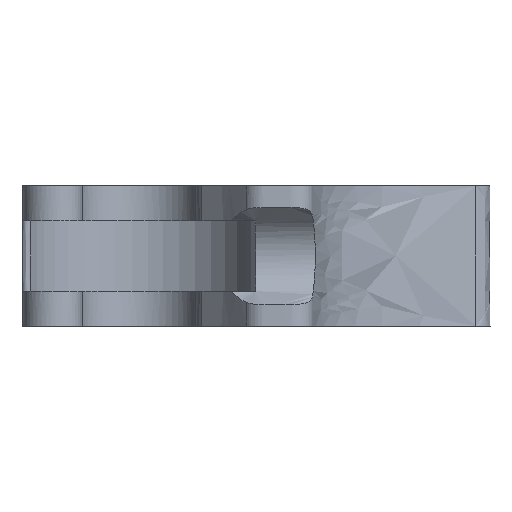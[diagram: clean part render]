
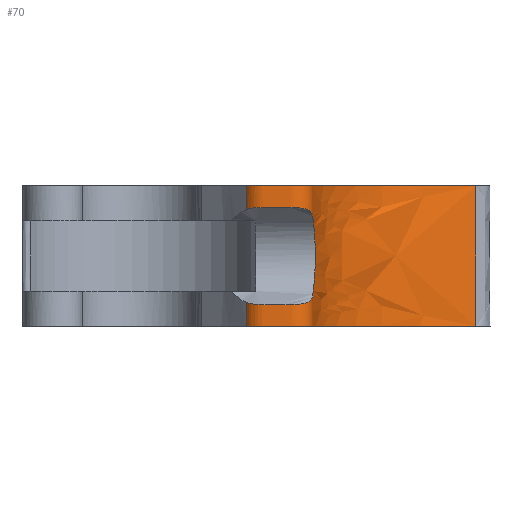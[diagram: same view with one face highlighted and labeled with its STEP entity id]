
A CAD part, left-side view. The second image highlights one B-rep face of the part: STEP entity #70.
In plain terms, the highlighted free-form (B-spline) face has degree [1, 3] with [2, 13] control points.
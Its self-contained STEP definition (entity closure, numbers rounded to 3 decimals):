
#70=ADVANCED_FACE($,(#134),#855,.T.);
#134=FACE_OUTER_BOUND($,#196,.T.);
#196=EDGE_LOOP($,(#451,#452,#453,#454,#455,#456));
#451=ORIENTED_EDGE($,*,*,#694,.T.);
#452=ORIENTED_EDGE($,*,*,#657,.F.);
#453=ORIENTED_EDGE($,*,*,#677,.F.);
#454=ORIENTED_EDGE($,*,*,#647,.T.);
#455=ORIENTED_EDGE($,*,*,#681,.T.);
#456=ORIENTED_EDGE($,*,*,#689,.F.);
#647=EDGE_CURVE($,#790,#794,#921,.T.);
#657=EDGE_CURVE($,#800,#804,#928,.T.);
#677=EDGE_CURVE($,#790,#800,#3310,.T.);
#681=EDGE_CURVE($,#794,#827,#3314,.T.);
#689=EDGE_CURVE($,#826,#827,#3322,.T.);
#694=EDGE_CURVE($,#826,#804,#3325,.T.);
#790=VERTEX_POINT($,#3193);
#794=VERTEX_POINT($,#3197);
#800=VERTEX_POINT($,#3203);
#804=VERTEX_POINT($,#3207);
#826=VERTEX_POINT($,#3229);
#827=VERTEX_POINT($,#3230);
#855=(
BOUNDED_SURFACE()
B_SPLINE_SURFACE(1,3,((#2813,#2814,#2815,#2816,#2817,#2818,#2819,#2820,#2821,
#2822,#2823,#2824,#2825),(#2826,#2827,#2828,#2829,#2830,#2831,#2832,#2833,
#2834,#2835,#2836,#2837,#2838)),.UNSPECIFIED.,.F.,.F.,.F.)
B_SPLINE_SURFACE_WITH_KNOTS((2,2),(4,3,3,3,4),(0.,6.),(0.,3.082,
6.759,11.889,14.958),.UNSPECIFIED.)
GEOMETRIC_REPRESENTATION_ITEM()
RATIONAL_B_SPLINE_SURFACE(((1.,0.935,0.935,1.,1.,
1.,1.,0.825,0.825,1.,1.,1.,1.),(1.,0.935,
0.935,1.,1.,1.,1.,0.825,0.825,1.,1.,
1.,1.)))
REPRESENTATION_ITEM($)
SURFACE()
);
#921=(
BOUNDED_CURVE()
B_SPLINE_CURVE(3,(#2181,#2182,#2183,#2184,#2185,#2186,#2187,#2188,#2189,
#2190,#2191,#2192,#2193),.UNSPECIFIED.,.F.,.F.)
B_SPLINE_CURVE_WITH_KNOTS((4,3,3,3,4),(20.689,21.577,
23.062,24.126,25.018),.UNSPECIFIED.)
CURVE()
GEOMETRIC_REPRESENTATION_ITEM()
RATIONAL_B_SPLINE_CURVE((1.,1.,1.,1.,0.825,0.825,
1.,1.,1.,1.,0.935,0.935,1.))
REPRESENTATION_ITEM($)
);
#928=(
BOUNDED_CURVE()
B_SPLINE_CURVE(3,(#2287,#2288,#2289,#2290,#2291,#2292,#2293,#2294,#2295,
#2296,#2297,#2298,#2299),.UNSPECIFIED.,.F.,.F.)
B_SPLINE_CURVE_WITH_KNOTS((4,3,3,3,4),(20.689,21.577,
23.062,24.126,25.018),.UNSPECIFIED.)
CURVE()
GEOMETRIC_REPRESENTATION_ITEM()
RATIONAL_B_SPLINE_CURVE((1.,1.,1.,1.,0.825,0.825,
1.,1.,1.,1.,0.935,0.935,1.))
REPRESENTATION_ITEM($)
);
#2181=CARTESIAN_POINT($,(43.949,35.255,15.));
#2182=CARTESIAN_POINT($,(42.088,39.587,15.));
#2183=CARTESIAN_POINT($,(39.292,41.913,15.));
#2184=CARTESIAN_POINT($,(35.564,42.235,15.));
#2185=CARTESIAN_POINT($,(35.019,42.282,15.));
#2186=CARTESIAN_POINT($,(34.649,42.685,15.));
#2187=CARTESIAN_POINT($,(34.649,43.231,15.));
#2188=CARTESIAN_POINT($,(34.649,43.586,15.));
#2189=CARTESIAN_POINT($,(34.649,43.941,15.));
#2190=CARTESIAN_POINT($,(34.649,44.295,15.));
#2191=CARTESIAN_POINT($,(34.649,44.603,15.));
#2192=CARTESIAN_POINT($,(34.782,44.88,15.));
#2193=CARTESIAN_POINT($,(35.021,45.074,15.));
#2287=CARTESIAN_POINT($,(43.949,35.255,9.));
#2288=CARTESIAN_POINT($,(42.088,39.587,9.));
#2289=CARTESIAN_POINT($,(39.292,41.913,9.));
#2290=CARTESIAN_POINT($,(35.564,42.235,9.));
#2291=CARTESIAN_POINT($,(35.019,42.282,9.));
#2292=CARTESIAN_POINT($,(34.649,42.685,9.));
#2293=CARTESIAN_POINT($,(34.649,43.231,9.));
#2294=CARTESIAN_POINT($,(34.649,43.586,9.));
#2295=CARTESIAN_POINT($,(34.649,43.941,9.));
#2296=CARTESIAN_POINT($,(34.649,44.295,9.));
#2297=CARTESIAN_POINT($,(34.649,44.603,9.));
#2298=CARTESIAN_POINT($,(34.782,44.88,9.));
#2299=CARTESIAN_POINT($,(35.021,45.074,9.));
#2495=CARTESIAN_POINT($,(43.949,35.255,15.));
#2496=CARTESIAN_POINT($,(43.949,35.255,9.));
#2503=CARTESIAN_POINT($,(35.021,45.074,15.));
#2504=CARTESIAN_POINT($,(35.021,45.074,13.984));
#2531=CARTESIAN_POINT($,(35.021,45.074,10.016));
#2532=CARTESIAN_POINT($,(34.848,44.934,9.956));
#2533=CARTESIAN_POINT($,(34.723,44.736,9.936));
#2534=CARTESIAN_POINT($,(34.648,44.399,9.923));
#2535=CARTESIAN_POINT($,(34.649,44.286,9.924));
#2536=CARTESIAN_POINT($,(34.649,44.057,9.924));
#2537=CARTESIAN_POINT($,(34.649,43.942,9.924));
#2538=CARTESIAN_POINT($,(34.649,43.765,9.924));
#2539=CARTESIAN_POINT($,(34.648,43.212,9.924));
#2540=CARTESIAN_POINT($,(34.672,42.917,9.927));
#2541=CARTESIAN_POINT($,(34.772,42.701,9.939));
#2542=CARTESIAN_POINT($,(35.099,42.361,10.036));
#2543=CARTESIAN_POINT($,(35.308,42.269,10.124));
#2544=CARTESIAN_POINT($,(35.606,42.227,10.325));
#2545=CARTESIAN_POINT($,(35.696,42.223,10.397));
#2546=CARTESIAN_POINT($,(35.865,42.205,10.558));
#2547=CARTESIAN_POINT($,(35.942,42.195,10.644));
#2548=CARTESIAN_POINT($,(36.286,42.15,11.101));
#2549=CARTESIAN_POINT($,(36.434,42.12,11.544));
#2550=CARTESIAN_POINT($,(36.434,42.12,12.458));
#2551=CARTESIAN_POINT($,(36.285,42.15,12.9));
#2552=CARTESIAN_POINT($,(35.939,42.196,13.36));
#2553=CARTESIAN_POINT($,(35.86,42.205,13.448));
#2554=CARTESIAN_POINT($,(35.685,42.224,13.612));
#2555=CARTESIAN_POINT($,(35.592,42.228,13.686));
#2556=CARTESIAN_POINT($,(35.297,42.274,13.881));
#2557=CARTESIAN_POINT($,(35.095,42.366,13.965));
#2558=CARTESIAN_POINT($,(34.775,42.697,14.06));
#2559=CARTESIAN_POINT($,(34.675,42.91,14.072));
#2560=CARTESIAN_POINT($,(34.648,43.202,14.076));
#2561=CARTESIAN_POINT($,(34.649,43.762,14.076));
#2562=CARTESIAN_POINT($,(34.649,43.94,14.076));
#2563=CARTESIAN_POINT($,(34.65,44.054,14.076));
#2564=CARTESIAN_POINT($,(34.649,44.283,14.076));
#2565=CARTESIAN_POINT($,(34.648,44.395,14.077));
#2566=CARTESIAN_POINT($,(34.722,44.734,14.065));
#2567=CARTESIAN_POINT($,(34.847,44.933,14.045));
#2568=CARTESIAN_POINT($,(35.021,45.074,13.984));
#2593=CARTESIAN_POINT($,(35.021,45.074,10.016));
#2594=CARTESIAN_POINT($,(35.021,45.074,9.));
#2813=CARTESIAN_POINT($,(35.021,45.074,15.));
#2814=CARTESIAN_POINT($,(34.782,44.88,15.));
#2815=CARTESIAN_POINT($,(34.649,44.603,15.));
#2816=CARTESIAN_POINT($,(34.649,44.295,15.));
#2817=CARTESIAN_POINT($,(34.649,43.941,15.));
#2818=CARTESIAN_POINT($,(34.649,43.586,15.));
#2819=CARTESIAN_POINT($,(34.649,43.231,15.));
#2820=CARTESIAN_POINT($,(34.649,42.685,15.));
#2821=CARTESIAN_POINT($,(35.019,42.282,15.));
#2822=CARTESIAN_POINT($,(35.564,42.235,15.));
#2823=CARTESIAN_POINT($,(39.292,41.913,15.));
#2824=CARTESIAN_POINT($,(42.088,39.587,15.));
#2825=CARTESIAN_POINT($,(43.949,35.255,15.));
#2826=CARTESIAN_POINT($,(35.021,45.074,9.));
#2827=CARTESIAN_POINT($,(34.782,44.88,9.));
#2828=CARTESIAN_POINT($,(34.649,44.603,9.));
#2829=CARTESIAN_POINT($,(34.649,44.295,9.));
#2830=CARTESIAN_POINT($,(34.649,43.941,9.));
#2831=CARTESIAN_POINT($,(34.649,43.586,9.));
#2832=CARTESIAN_POINT($,(34.649,43.231,9.));
#2833=CARTESIAN_POINT($,(34.649,42.685,9.));
#2834=CARTESIAN_POINT($,(35.019,42.282,9.));
#2835=CARTESIAN_POINT($,(35.564,42.235,9.));
#2836=CARTESIAN_POINT($,(39.292,41.913,9.));
#2837=CARTESIAN_POINT($,(42.088,39.587,9.));
#2838=CARTESIAN_POINT($,(43.949,35.255,9.));
#3193=CARTESIAN_POINT($,(43.949,35.255,15.));
#3197=CARTESIAN_POINT($,(35.021,45.074,15.));
#3203=CARTESIAN_POINT($,(43.949,35.255,9.));
#3207=CARTESIAN_POINT($,(35.021,45.074,9.));
#3229=CARTESIAN_POINT($,(35.021,45.074,10.016));
#3230=CARTESIAN_POINT($,(35.021,45.074,13.984));
#3310=B_SPLINE_CURVE_WITH_KNOTS($,1,(#2495,#2496),.UNSPECIFIED.,.F.,.F.,
(2,2),(0.,6.),.UNSPECIFIED.);
#3314=B_SPLINE_CURVE_WITH_KNOTS($,1,(#2503,#2504),.UNSPECIFIED.,.F.,.F.,
(2,2),(0.,1.016),.UNSPECIFIED.);
#3322=B_SPLINE_CURVE_WITH_KNOTS($,3,(#2531,#2532,#2533,#2534,#2535,#2536,
#2537,#2538,#2539,#2540,#2541,#2542,#2543,#2544,#2545,#2546,#2547,#2548,
#2549,#2550,#2551,#2552,#2553,#2554,#2555,#2556,#2557,#2558,#2559,#2560,
#2561,#2562,#2563,#2564,#2565,#2566,#2567,#2568),.UNSPECIFIED.,.F.,.F.,(4,
2,2,2,2,2,2,2,2,2,2,2,2,2,2,2,2,2,4),(0.,0.738,1.112,
1.486,1.69,2.444,3.248,3.632,
4.016,5.515,7.013,7.411,7.803,
8.582,9.324,9.535,9.907,10.282,
11.024),.UNSPECIFIED.);
#3325=B_SPLINE_CURVE_WITH_KNOTS($,1,(#2593,#2594),.UNSPECIFIED.,.F.,.F.,
(2,2),(4.984,6.),.UNSPECIFIED.);
